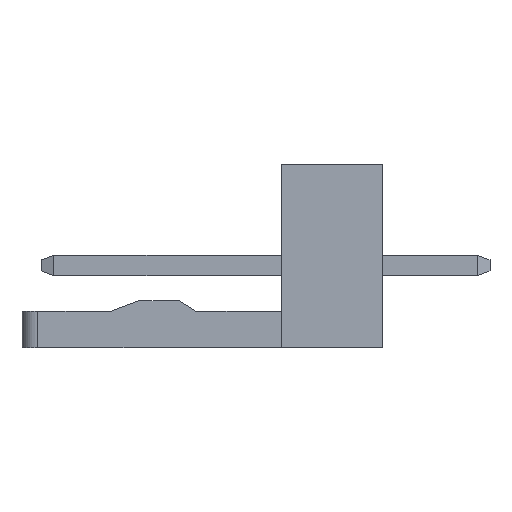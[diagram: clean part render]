
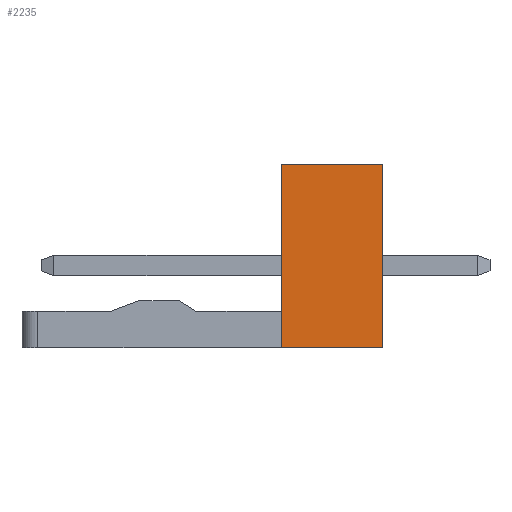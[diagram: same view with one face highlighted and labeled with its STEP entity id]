
A CAD part, left-side view. The second image highlights one B-rep face of the part: STEP entity #2235.
In plain terms, the highlighted planar face has unit normal (-1, 0, 0).
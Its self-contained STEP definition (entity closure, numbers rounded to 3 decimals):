
#604 = VERTEX_POINT ( 'NONE', #1242 ) ;
#610 = VERTEX_POINT ( 'NONE', #1245 ) ;
#611 = VERTEX_POINT ( 'NONE', #1253 ) ;
#619 = VERTEX_POINT ( 'NONE', #1268 ) ;
#879 = FACE_OUTER_BOUND ( 'NONE', #2134, .T. ) ;
#917 = LINE ( 'NONE', #2778, #924 ) ;
#924 = VECTOR ( 'NONE', #2760, 1000. ) ;
#941 = LINE ( 'NONE', #2722, #944 ) ;
#944 = VECTOR ( 'NONE', #2721, 1000. ) ;
#957 = LINE ( 'NONE', #2695, #960 ) ;
#960 = VECTOR ( 'NONE', #2693, 1000. ) ;
#973 = LINE ( 'NONE', #2619, #976 ) ;
#976 = VECTOR ( 'NONE', #2605, 1000. ) ;
#1242 = CARTESIAN_POINT ( 'NONE',  ( 26.443, 42.349, -5.8 ) ) ;
#1245 = CARTESIAN_POINT ( 'NONE',  ( 26.443, 45.547, -5.8 ) ) ;
#1253 = CARTESIAN_POINT ( 'NONE',  ( 26.443, 45.547, 0. ) ) ;
#1268 = CARTESIAN_POINT ( 'NONE',  ( 26.443, 42.349, 0. ) ) ;
#1800 = AXIS2_PLACEMENT_3D ( 'NONE', #2759, #2742, #2737 ) ;
#2030 = ORIENTED_EDGE ( 'NONE', *, *, #2282, .F. ) ;
#2064 = ORIENTED_EDGE ( 'NONE', *, *, #2300, .F. ) ;
#2078 = ORIENTED_EDGE ( 'NONE', *, *, #2308, .F. ) ;
#2120 = ORIENTED_EDGE ( 'NONE', *, *, #2292, .F. ) ;
#2134 = EDGE_LOOP ( 'NONE', ( #2064, #2120, #2030, #2078 ) ) ;
#2235 = ADVANCED_FACE ( 'NONE', ( #879 ), #2764, .F. ) ;
#2282 = EDGE_CURVE ( 'NONE', #619, #604, #917, .T. ) ;
#2292 = EDGE_CURVE ( 'NONE', #604, #610, #941, .T. ) ;
#2300 = EDGE_CURVE ( 'NONE', #610, #611, #957, .T. ) ;
#2308 = EDGE_CURVE ( 'NONE', #611, #619, #973, .T. ) ;
#2605 = DIRECTION ( 'NONE',  ( 0., -1., 0. ) ) ;
#2619 = CARTESIAN_POINT ( 'NONE',  ( 26.443, 42.349, 0. ) ) ;
#2693 = DIRECTION ( 'NONE',  ( 0., 0., 1. ) ) ;
#2695 = CARTESIAN_POINT ( 'NONE',  ( 26.443, 45.547, 0. ) ) ;
#2721 = DIRECTION ( 'NONE',  ( 0., 1., 0. ) ) ;
#2722 = CARTESIAN_POINT ( 'NONE',  ( 26.443, 53.751, -5.8 ) ) ;
#2737 = DIRECTION ( 'NONE',  ( 0., 0., -1. ) ) ;
#2742 = DIRECTION ( 'NONE',  ( 1., 0., 0. ) ) ;
#2759 = CARTESIAN_POINT ( 'NONE',  ( 26.443, 0., 0. ) ) ;
#2760 = DIRECTION ( 'NONE',  ( 0., 0., -1. ) ) ;
#2764 = PLANE ( 'NONE',  #1800 ) ;
#2778 = CARTESIAN_POINT ( 'NONE',  ( 26.443, 42.349, -5.8 ) ) ;
